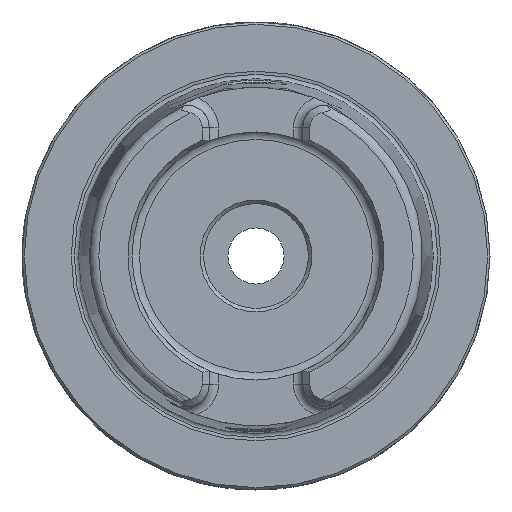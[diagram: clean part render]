
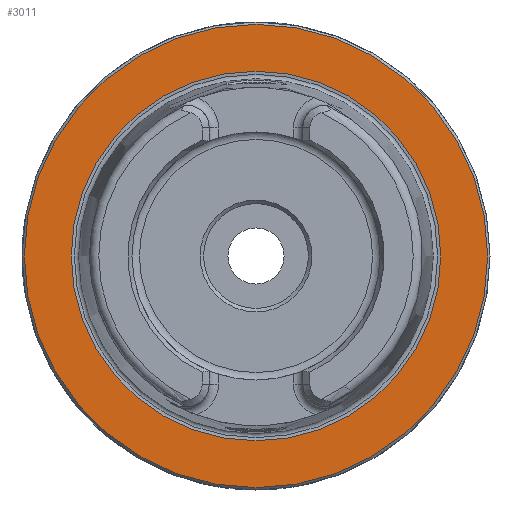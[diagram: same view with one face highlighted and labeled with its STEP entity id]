
A CAD part, left-side view. The second image highlights one B-rep face of the part: STEP entity #3011.
In plain terms, the highlighted planar face has unit normal (-1, 0, 0).
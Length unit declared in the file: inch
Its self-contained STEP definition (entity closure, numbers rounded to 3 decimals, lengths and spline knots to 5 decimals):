
#2977=CARTESIAN_POINT('',(0.0,1.94882,0.));
#2978=VERTEX_POINT('',#2977);
#2979=CARTESIAN_POINT('',(0.0,0.0,0.0));
#2980=DIRECTION('',(1.0,0.0,0.0));
#2981=DIRECTION('',(0.0,-1.0,0.0));
#2982=AXIS2_PLACEMENT_3D('',#2979,#2980,#2981);
#2983=CIRCLE('',#2982,1.94882);
#2984=EDGE_CURVE('',#2978,#2978,#2983,.T.);
#2992=CARTESIAN_POINT('',(0.0,0.98425,0.0));
#2993=DIRECTION('',(-1.0,0.0,0.0));
#2994=DIRECTION('',(0.0,0.0,1.0));
#2995=AXIS2_PLACEMENT_3D('',#2992,#2993,#2994);
#2996=PLANE('',#2995);
#2997=ORIENTED_EDGE('',*,*,#2984,.F.);
#2998=EDGE_LOOP('',(#2997));
#2999=FACE_OUTER_BOUND('',#2998,.T.);
#3000=CARTESIAN_POINT('',(0.0,1.55442,0.0));
#3001=VERTEX_POINT('',#3000);
#3002=CARTESIAN_POINT('',(0.0,0.0,0.0));
#3003=DIRECTION('',(1.0,0.0,0.0));
#3004=DIRECTION('',(0.0,1.0,0.0));
#3005=AXIS2_PLACEMENT_3D('',#3002,#3003,#3004);
#3006=CIRCLE('',#3005,1.55442);
#3007=EDGE_CURVE('',#3001,#3001,#3006,.T.);
#3008=ORIENTED_EDGE('',*,*,#3007,.T.);
#3009=EDGE_LOOP('',(#3008));
#3010=FACE_BOUND('',#3009,.T.);
#3011=ADVANCED_FACE('',(#2999,#3010),#2996,.T.);
